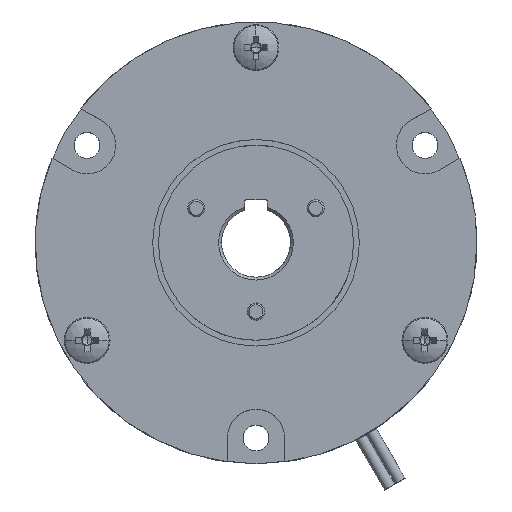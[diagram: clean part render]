
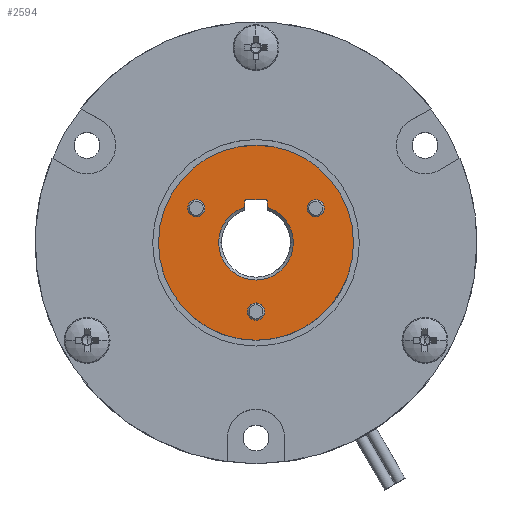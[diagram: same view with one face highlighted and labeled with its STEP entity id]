
A CAD part, top view. The second image highlights one B-rep face of the part: STEP entity #2594.
In plain terms, the highlighted planar face has unit normal (0, 0, 1).
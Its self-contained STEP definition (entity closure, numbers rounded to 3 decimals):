
#1116 = VERTEX_POINT ( 'NONE', #4573 ) ;
#1117 = VERTEX_POINT ( 'NONE', #4571 ) ;
#1121 = EDGE_CURVE ( 'NONE', #1117, #1116, #4631, .T. ) ;
#1147 = VERTEX_POINT ( 'NONE', #4690 ) ;
#1170 = EDGE_CURVE ( 'NONE', #1147, #8238, #4721, .T. ) ;
#1845 = EDGE_CURVE ( 'NONE', #8474, #8501, #6007, .T. ) ;
#2306 = EDGE_CURVE ( 'NONE', #2307, #2309, #6835, .T. ) ;
#2307 = VERTEX_POINT ( 'NONE', #6830 ) ;
#2309 = VERTEX_POINT ( 'NONE', #6825 ) ;
#2504 = EDGE_CURVE ( 'NONE', #8320, #8316, #6969, .T. ) ;
#2586 = EDGE_CURVE ( 'NONE', #2309, #2307, #7096, .T. ) ;
#2594 = ADVANCED_FACE ( 'NONE', ( #7089, #7085, #7084, #7083, #7082 ), #7081, .F. ) ;
#2596 = EDGE_LOOP ( 'NONE', ( #2621, #2619 ) ) ;
#2607 = VERTEX_POINT ( 'NONE', #7125 ) ;
#2608 = ORIENTED_EDGE ( 'NONE', *, *, #2609, .T. ) ;
#2609 = EDGE_CURVE ( 'NONE', #8249, #2617, #7124, .T. ) ;
#2610 = ORIENTED_EDGE ( 'NONE', *, *, #1170, .T. ) ;
#2611 = VERTEX_POINT ( 'NONE', #7119 ) ;
#2612 = ORIENTED_EDGE ( 'NONE', *, *, #2616, .T. ) ;
#2613 = EDGE_CURVE ( 'NONE', #2617, #2607, #7118, .T. ) ;
#2614 = ORIENTED_EDGE ( 'NONE', *, *, #2613, .T. ) ;
#2615 = ORIENTED_EDGE ( 'NONE', *, *, #8261, .T. ) ;
#2616 = EDGE_CURVE ( 'NONE', #2611, #1147, #7114, .T. ) ;
#2617 = VERTEX_POINT ( 'NONE', #7110 ) ;
#2618 = EDGE_LOOP ( 'NONE', ( #2612, #2610, #2615, #2608, #2614, #2638, #2633, #2629 ) ) ;
#2619 = ORIENTED_EDGE ( 'NONE', *, *, #2504, .T. ) ;
#2620 = EDGE_LOOP ( 'NONE', ( #2656, #2645 ) ) ;
#2621 = ORIENTED_EDGE ( 'NONE', *, *, #8323, .T. ) ;
#2622 = EDGE_LOOP ( 'NONE', ( #2628, #2624 ) ) ;
#2623 = EDGE_CURVE ( 'NONE', #2634, #2626, #7109, .T. ) ;
#2624 = ORIENTED_EDGE ( 'NONE', *, *, #1121, .F. ) ;
#2625 = EDGE_CURVE ( 'NONE', #2626, #2611, #7165, .T. ) ;
#2626 = VERTEX_POINT ( 'NONE', #7160 ) ;
#2627 = EDGE_CURVE ( 'NONE', #1116, #1117, #7158, .T. ) ;
#2628 = ORIENTED_EDGE ( 'NONE', *, *, #2627, .F. ) ;
#2629 = ORIENTED_EDGE ( 'NONE', *, *, #2625, .T. ) ;
#2630 = EDGE_CURVE ( 'NONE', #2607, #2634, #7153, .T. ) ;
#2633 = ORIENTED_EDGE ( 'NONE', *, *, #2623, .T. ) ;
#2634 = VERTEX_POINT ( 'NONE', #7149 ) ;
#2638 = ORIENTED_EDGE ( 'NONE', *, *, #2630, .T. ) ;
#2644 = ORIENTED_EDGE ( 'NONE', *, *, #2306, .T. ) ;
#2645 = ORIENTED_EDGE ( 'NONE', *, *, #1845, .T. ) ;
#2649 = EDGE_LOOP ( 'NONE', ( #2644, #2652 ) ) ;
#2652 = ORIENTED_EDGE ( 'NONE', *, *, #2586, .T. ) ;
#2656 = ORIENTED_EDGE ( 'NONE', *, *, #8511, .T. ) ;
#4571 = CARTESIAN_POINT ( 'NONE',  ( -17., 0., 17.75 ) ) ;
#4573 = CARTESIAN_POINT ( 'NONE',  ( 17., 0., 17.75 ) ) ;
#4627 = DIRECTION ( 'NONE',  ( -1., 0., 0. ) ) ;
#4628 = DIRECTION ( 'NONE',  ( 0., 0., -1. ) ) ;
#4629 = CARTESIAN_POINT ( 'NONE',  ( 0., 0., 17.75 ) ) ;
#4630 = AXIS2_PLACEMENT_3D ( 'NONE', #4629, #4628, #4627 ) ;
#4631 = CIRCLE ( 'NONE', #4630, 17. ) ;
#4690 = CARTESIAN_POINT ( 'NONE',  ( 2., 6.185, 17.75 ) ) ;
#4717 = DIRECTION ( 'NONE',  ( -1., 0., 0. ) ) ;
#4718 = DIRECTION ( 'NONE',  ( 0., 0., -1. ) ) ;
#4719 = CARTESIAN_POINT ( 'NONE',  ( 0., 0., 17.75 ) ) ;
#4720 = AXIS2_PLACEMENT_3D ( 'NONE', #4719, #4718, #4717 ) ;
#4721 = CIRCLE ( 'NONE', #4720, 6.5 ) ;
#6003 = DIRECTION ( 'NONE',  ( -1., 0., 0. ) ) ;
#6004 = DIRECTION ( 'NONE',  ( 0., 0., -1. ) ) ;
#6005 = CARTESIAN_POINT ( 'NONE',  ( 0., -12., 17.75 ) ) ;
#6006 = AXIS2_PLACEMENT_3D ( 'NONE', #6005, #6004, #6003 ) ;
#6007 = CIRCLE ( 'NONE', #6006, 1.5 ) ;
#6825 = CARTESIAN_POINT ( 'NONE',  ( 8.892, 6., 17.75 ) ) ;
#6830 = CARTESIAN_POINT ( 'NONE',  ( 11.892, 6., 17.75 ) ) ;
#6831 = DIRECTION ( 'NONE',  ( 0.5, -0.866, 0. ) ) ;
#6832 = DIRECTION ( 'NONE',  ( 0., 0., -1. ) ) ;
#6833 = CARTESIAN_POINT ( 'NONE',  ( 10.392, 6., 17.75 ) ) ;
#6834 = AXIS2_PLACEMENT_3D ( 'NONE', #6833, #6832, #6831 ) ;
#6835 = CIRCLE ( 'NONE', #6834, 1.5 ) ;
#6966 = DIRECTION ( 'NONE',  ( 0.5, 0.866, 0. ) ) ;
#6967 = DIRECTION ( 'NONE',  ( 0., 0., -1. ) ) ;
#6968 = AXIS2_PLACEMENT_3D ( 'NONE', #6972, #6967, #6966 ) ;
#6969 = CIRCLE ( 'NONE', #6968, 1.5 ) ;
#6972 = CARTESIAN_POINT ( 'NONE',  ( -10.392, 6., 17.75 ) ) ;
#7076 = DIRECTION ( 'NONE',  ( -1., 0., 0. ) ) ;
#7077 = DIRECTION ( 'NONE',  ( 0., 0., -1. ) ) ;
#7078 = CARTESIAN_POINT ( 'NONE',  ( 0., 0., 17.75 ) ) ;
#7080 = AXIS2_PLACEMENT_3D ( 'NONE', #7078, #7077, #7076 ) ;
#7081 = PLANE ( 'NONE',  #7080 ) ;
#7082 = FACE_BOUND ( 'NONE', #2649, .T. ) ;
#7083 = FACE_BOUND ( 'NONE', #2620, .T. ) ;
#7084 = FACE_OUTER_BOUND ( 'NONE', #2622, .T. ) ;
#7085 = FACE_BOUND ( 'NONE', #2618, .T. ) ;
#7089 = FACE_BOUND ( 'NONE', #2596, .T. ) ;
#7093 = DIRECTION ( 'NONE',  ( 0.5, -0.866, 0. ) ) ;
#7094 = DIRECTION ( 'NONE',  ( 0., 0., -1. ) ) ;
#7095 = AXIS2_PLACEMENT_3D ( 'NONE', #7100, #7094, #7093 ) ;
#7096 = CIRCLE ( 'NONE', #7095, 1.5 ) ;
#7100 = CARTESIAN_POINT ( 'NONE',  ( 10.392, 6., 17.75 ) ) ;
#7108 = CARTESIAN_POINT ( 'NONE',  ( -2., 7.5, 17.75 ) ) ;
#7109 = LINE ( 'NONE', #7108, #7167 ) ;
#7110 = CARTESIAN_POINT ( 'NONE',  ( -2., 6.185, 17.75 ) ) ;
#7111 = DIRECTION ( 'NONE',  ( 0., -1., 0. ) ) ;
#7112 = VECTOR ( 'NONE', #7111, 1000. ) ;
#7113 = CARTESIAN_POINT ( 'NONE',  ( 2., 7.5, 17.75 ) ) ;
#7114 = LINE ( 'NONE', #7113, #7112 ) ;
#7115 = DIRECTION ( 'NONE',  ( 0., 1., 0. ) ) ;
#7116 = VECTOR ( 'NONE', #7115, 1000. ) ;
#7117 = CARTESIAN_POINT ( 'NONE',  ( -2., 7.5, 17.75 ) ) ;
#7118 = LINE ( 'NONE', #7117, #7116 ) ;
#7119 = CARTESIAN_POINT ( 'NONE',  ( 2., 7.1, 17.75 ) ) ;
#7120 = DIRECTION ( 'NONE',  ( -1., 0., 0. ) ) ;
#7121 = DIRECTION ( 'NONE',  ( 0., 0., -1. ) ) ;
#7122 = CARTESIAN_POINT ( 'NONE',  ( 0., 0., 17.75 ) ) ;
#7123 = AXIS2_PLACEMENT_3D ( 'NONE', #7122, #7121, #7120 ) ;
#7124 = CIRCLE ( 'NONE', #7123, 6.5 ) ;
#7125 = CARTESIAN_POINT ( 'NONE',  ( -2., 7.1, 17.75 ) ) ;
#7149 = CARTESIAN_POINT ( 'NONE',  ( -1.6, 7.5, 17.75 ) ) ;
#7150 = DIRECTION ( 'NONE',  ( -1., 0., 0. ) ) ;
#7151 = DIRECTION ( 'NONE',  ( 0., 0., -1. ) ) ;
#7152 = AXIS2_PLACEMENT_3D ( 'NONE', #7159, #7151, #7150 ) ;
#7153 = CIRCLE ( 'NONE', #7152, 0.4 ) ;
#7154 = DIRECTION ( 'NONE',  ( -1., 0., 0. ) ) ;
#7155 = DIRECTION ( 'NONE',  ( 0., 0., -1. ) ) ;
#7156 = CARTESIAN_POINT ( 'NONE',  ( 0., 0., 17.75 ) ) ;
#7157 = AXIS2_PLACEMENT_3D ( 'NONE', #7156, #7155, #7154 ) ;
#7158 = CIRCLE ( 'NONE', #7157, 17. ) ;
#7159 = CARTESIAN_POINT ( 'NONE',  ( -1.6, 7.1, 17.75 ) ) ;
#7160 = CARTESIAN_POINT ( 'NONE',  ( 1.6, 7.5, 17.75 ) ) ;
#7161 = DIRECTION ( 'NONE',  ( -1., 0., 0. ) ) ;
#7162 = DIRECTION ( 'NONE',  ( 0., 0., -1. ) ) ;
#7163 = CARTESIAN_POINT ( 'NONE',  ( 1.6, 7.1, 17.75 ) ) ;
#7164 = AXIS2_PLACEMENT_3D ( 'NONE', #7163, #7162, #7161 ) ;
#7165 = CIRCLE ( 'NONE', #7164, 0.4 ) ;
#7166 = DIRECTION ( 'NONE',  ( 1., 0., 0. ) ) ;
#7167 = VECTOR ( 'NONE', #7166, 1000. ) ;
#8238 = VERTEX_POINT ( 'NONE', #8902 ) ;
#8249 = VERTEX_POINT ( 'NONE', #8948 ) ;
#8261 = EDGE_CURVE ( 'NONE', #8238, #8249, #8940, .T. ) ;
#8316 = VERTEX_POINT ( 'NONE', #9075 ) ;
#8320 = VERTEX_POINT ( 'NONE', #9069 ) ;
#8323 = EDGE_CURVE ( 'NONE', #8316, #8320, #9063, .T. ) ;
#8474 = VERTEX_POINT ( 'NONE', #9361 ) ;
#8501 = VERTEX_POINT ( 'NONE', #9379 ) ;
#8511 = EDGE_CURVE ( 'NONE', #8501, #8474, #9432, .T. ) ;
#8902 = CARTESIAN_POINT ( 'NONE',  ( 6.5, 0., 17.75 ) ) ;
#8936 = DIRECTION ( 'NONE',  ( -1., 0., 0. ) ) ;
#8937 = DIRECTION ( 'NONE',  ( 0., 0., -1. ) ) ;
#8938 = CARTESIAN_POINT ( 'NONE',  ( 0., 0., 17.75 ) ) ;
#8939 = AXIS2_PLACEMENT_3D ( 'NONE', #8938, #8937, #8936 ) ;
#8940 = CIRCLE ( 'NONE', #8939, 6.5 ) ;
#8948 = CARTESIAN_POINT ( 'NONE',  ( -6.5, 0., 17.75 ) ) ;
#9059 = DIRECTION ( 'NONE',  ( 0.5, 0.866, 0. ) ) ;
#9060 = DIRECTION ( 'NONE',  ( 0., 0., -1. ) ) ;
#9061 = CARTESIAN_POINT ( 'NONE',  ( -10.392, 6., 17.75 ) ) ;
#9062 = AXIS2_PLACEMENT_3D ( 'NONE', #9061, #9060, #9059 ) ;
#9063 = CIRCLE ( 'NONE', #9062, 1.5 ) ;
#9069 = CARTESIAN_POINT ( 'NONE',  ( -11.892, 6., 17.75 ) ) ;
#9075 = CARTESIAN_POINT ( 'NONE',  ( -8.892, 6., 17.75 ) ) ;
#9361 = CARTESIAN_POINT ( 'NONE',  ( -1.5, -12., 17.75 ) ) ;
#9379 = CARTESIAN_POINT ( 'NONE',  ( 1.5, -12., 17.75 ) ) ;
#9428 = DIRECTION ( 'NONE',  ( -1., 0., 0. ) ) ;
#9429 = DIRECTION ( 'NONE',  ( 0., 0., -1. ) ) ;
#9430 = CARTESIAN_POINT ( 'NONE',  ( 0., -12., 17.75 ) ) ;
#9431 = AXIS2_PLACEMENT_3D ( 'NONE', #9430, #9429, #9428 ) ;
#9432 = CIRCLE ( 'NONE', #9431, 1.5 ) ;
